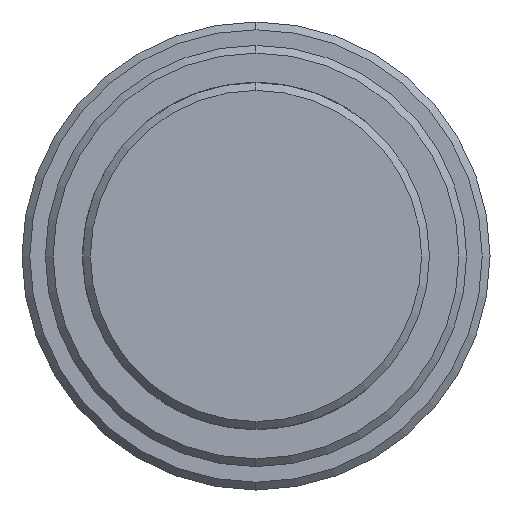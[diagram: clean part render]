
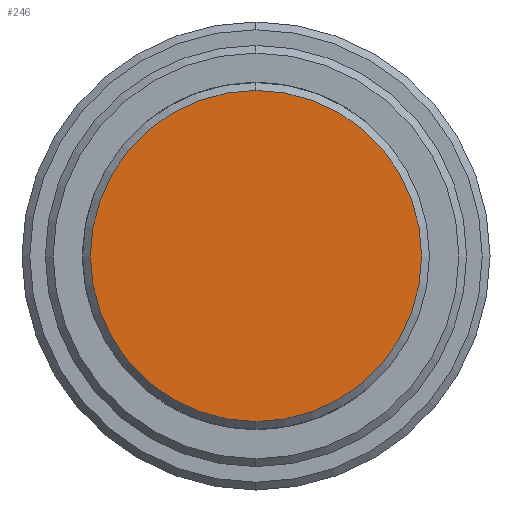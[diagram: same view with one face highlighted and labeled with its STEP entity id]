
A CAD part, left-side view. The second image highlights one B-rep face of the part: STEP entity #246.
In plain terms, the highlighted planar face has unit normal (-1, 0, 0).
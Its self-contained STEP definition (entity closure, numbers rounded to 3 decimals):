
#105 = DIRECTION ( 'NONE',  ( 0., 0., -1. ) ) ;
#246 = ADVANCED_FACE ( 'NONE', ( #2528 ), #2574, .F. ) ;
#271 = CARTESIAN_POINT ( 'NONE',  ( 0., 0., 0. ) ) ;
#319 = VERTEX_POINT ( 'NONE', #530 ) ;
#530 = CARTESIAN_POINT ( 'NONE',  ( 0., 0., -21.225 ) ) ;
#687 = AXIS2_PLACEMENT_3D ( 'NONE', #966, #1411, #1434 ) ;
#755 = DIRECTION ( 'NONE',  ( 0., 0., -1. ) ) ;
#946 = CARTESIAN_POINT ( 'NONE',  ( 0., 0., 21.225 ) ) ;
#966 = CARTESIAN_POINT ( 'NONE',  ( 0., 0., 0. ) ) ;
#986 = VERTEX_POINT ( 'NONE', #946 ) ;
#1411 = DIRECTION ( 'NONE',  ( -1., 0., 0. ) ) ;
#1434 = DIRECTION ( 'NONE',  ( 0., 0., -1. ) ) ;
#1442 = EDGE_CURVE ( 'NONE', #319, #986, #1828, .T. ) ;
#1447 = CARTESIAN_POINT ( 'NONE',  ( 0., 0., 0. ) ) ;
#1499 = CIRCLE ( 'NONE', #687, 21.225 ) ;
#1660 = DIRECTION ( 'NONE',  ( 1., 0., 0. ) ) ;
#1828 = CIRCLE ( 'NONE', #1878, 21.225 ) ;
#1878 = AXIS2_PLACEMENT_3D ( 'NONE', #271, #2340, #755 ) ;
#1911 = EDGE_CURVE ( 'NONE', #986, #319, #1499, .T. ) ;
#2340 = DIRECTION ( 'NONE',  ( -1., 0., 0. ) ) ;
#2528 = FACE_OUTER_BOUND ( 'NONE', #2845, .T. ) ;
#2574 = PLANE ( 'NONE',  #2856 ) ;
#2668 = ORIENTED_EDGE ( 'NONE', *, *, #1442, .T. ) ;
#2750 = ORIENTED_EDGE ( 'NONE', *, *, #1911, .T. ) ;
#2845 = EDGE_LOOP ( 'NONE', ( #2668, #2750 ) ) ;
#2856 = AXIS2_PLACEMENT_3D ( 'NONE', #1447, #1660, #105 ) ;
